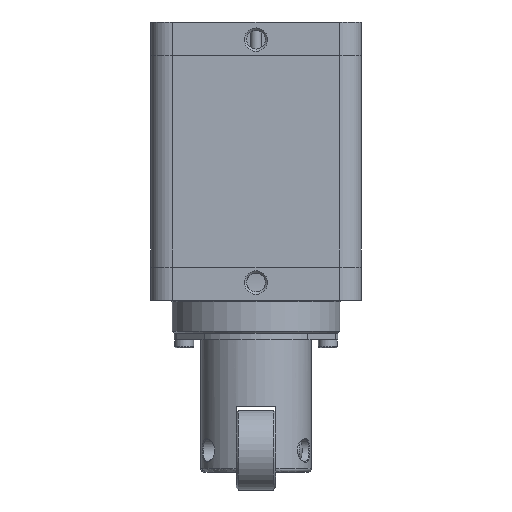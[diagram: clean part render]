
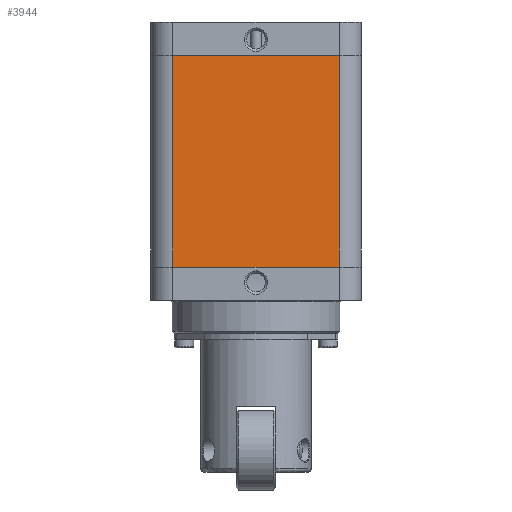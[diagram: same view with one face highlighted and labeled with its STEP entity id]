
A CAD part, left-side view. The second image highlights one B-rep face of the part: STEP entity #3944.
In plain terms, the highlighted planar face has unit normal (-1, 0, 0).
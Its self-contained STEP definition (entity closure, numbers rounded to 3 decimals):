
#978=CARTESIAN_POINT('',(-47.75,-37.75,0.0));
#979=VERTEX_POINT('',#978);
#987=CARTESIAN_POINT('',(-47.75,37.75,0.0));
#988=VERTEX_POINT('',#987);
#989=CARTESIAN_POINT('',(-47.75,-37.75,0.0));
#990=DIRECTION('',(0.0,1.0,0.0));
#991=VECTOR('',#990,75.5);
#992=LINE('',#989,#991);
#993=EDGE_CURVE('',#979,#988,#992,.T.);
#1318=CARTESIAN_POINT('',(-47.75,37.75,96.));
#1319=VERTEX_POINT('',#1318);
#1327=CARTESIAN_POINT('',(-47.75,-37.75,96.));
#1328=VERTEX_POINT('',#1327);
#1329=CARTESIAN_POINT('',(-47.75,-37.75,96.));
#1330=DIRECTION('',(0.0,1.0,0.0));
#1331=VECTOR('',#1330,75.5);
#1332=LINE('',#1329,#1331);
#1333=EDGE_CURVE('',#1328,#1319,#1332,.T.);
#3917=CARTESIAN_POINT('',(-47.75,-37.75,0.0));
#3918=DIRECTION('',(0.0,0.0,1.0));
#3919=VECTOR('',#3918,96.);
#3920=LINE('',#3917,#3919);
#3921=EDGE_CURVE('',#979,#1328,#3920,.T.);
#3928=CARTESIAN_POINT('',(-47.75,-37.75,0.0));
#3929=DIRECTION('',(-1.0,0.0,0.0));
#3930=DIRECTION('',(0.0,0.0,1.0));
#3931=AXIS2_PLACEMENT_3D('',#3928,#3929,#3930);
#3932=PLANE('',#3931);
#3933=ORIENTED_EDGE('',*,*,#1333,.T.);
#3934=CARTESIAN_POINT('',(-47.75,37.75,0.0));
#3935=DIRECTION('',(0.0,0.0,1.0));
#3936=VECTOR('',#3935,96.);
#3937=LINE('',#3934,#3936);
#3938=EDGE_CURVE('',#988,#1319,#3937,.T.);
#3939=ORIENTED_EDGE('',*,*,#3938,.F.);
#3940=ORIENTED_EDGE('',*,*,#993,.F.);
#3941=ORIENTED_EDGE('',*,*,#3921,.T.);
#3942=EDGE_LOOP('',(#3933,#3939,#3940,#3941));
#3943=FACE_OUTER_BOUND('',#3942,.T.);
#3944=ADVANCED_FACE('',(#3943),#3932,.T.);
